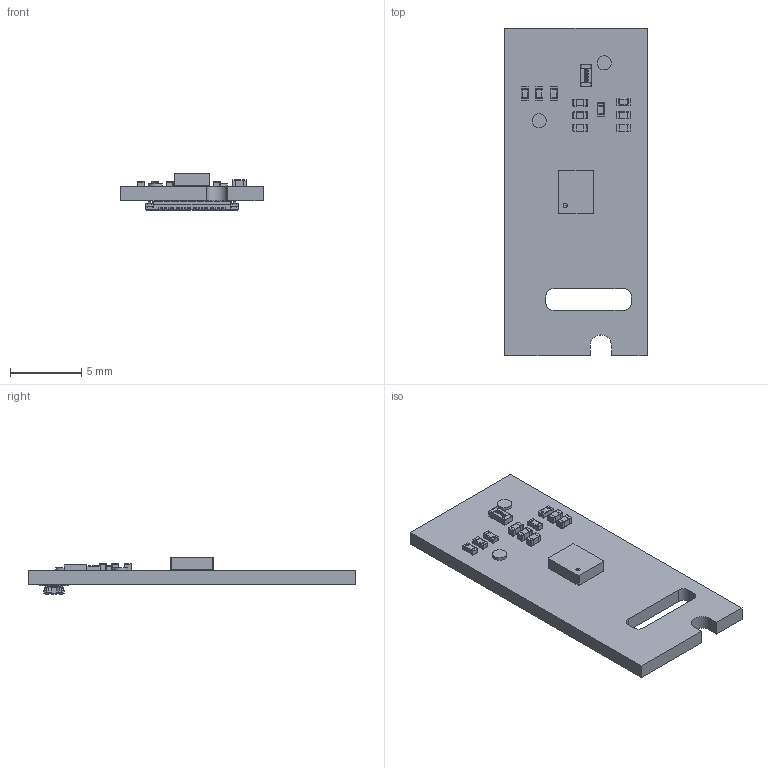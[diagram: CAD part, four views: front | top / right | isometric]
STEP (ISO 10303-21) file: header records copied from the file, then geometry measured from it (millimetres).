
FILE_DESCRIPTION(/* description */ ('PCB Design'),/* implementation_level */ '2;1');
FILE_NAME(/* name */ 'RAK12033_VB_2022_0428_1_3D',/* time_stamp */ '2022-04-28T01:21:21+08:00',/* author */ (''),/* organization */ (''),/* preprocessor_version */ 'ST-DEVELOPER v16',/* originating_system */ 'allegro_17.4S012',/* authorisation */ '');
FILE_SCHEMA (('AUTOMOTIVE_DESIGN { 1 0 10303 214 3 1 1 }'));
Length unit declared in the file: millimetre
Products named in the file (15): RAK12033_VB_2022_0428_1_3D; BOARD_OUTLINE; COMPONENTS; TEST_POINT; SR0402; BTB24_2X12_4MM_M; LGA-14-3X2_5; SR0603; SC0402; TEST-POINT-SM; RES-SM-CHIP; axe624124; User Library-LGA-14L; User Library-Rchip; CAP-SM-MLCC-0402[1005]
Assembly tree (23 placements, depth 4):
  RAK12033_VB_2022_0428_1_3D
    BOARD_OUTLINE
    COMPONENTS
      TEST_POINT  x2
        TEST-POINT-SM
      SR0402  x5
        RES-SM-CHIP
      BTB24_2X12_4MM_M
        axe624124
      LGA-14-3X2_5
        User Library-LGA-14L
      SR0603
        User Library-Rchip
      SC0402  x5
        CAP-SM-MLCC-0402[1005]
Bounding box: 10 x 23 x 2.56 mm (x, y, z)
Volume: 12 mm3; surface area: 617.6 mm2
Topology: 18 solids, 19 shells, 1393 faces, 3475 edges, 2094 vertices
Faces by surface type: plane 759, cylinder 395, torus 124, bspline 111, cone 4
Full cylindrical faces by diameter (mm): 1 x2
Entity records: 34672 total; most frequent: CARTESIAN_POINT 11884, ORIENTED_EDGE 4442, DIRECTION 3969, EDGE_CURVE 2223, VECTOR 1711, LINE 1711, VERTEX_POINT 1424, AXIS2_PLACEMENT_3D 1175
